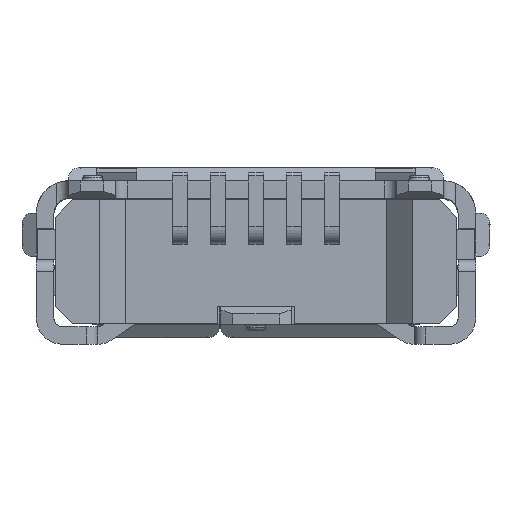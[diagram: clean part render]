
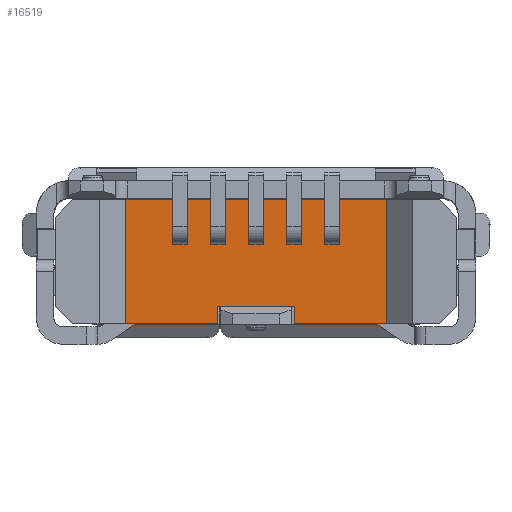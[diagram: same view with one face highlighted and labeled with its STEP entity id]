
A CAD part, front view. The second image highlights one B-rep face of the part: STEP entity #16519.
In plain terms, the highlighted planar face has unit normal (0, 1, 0).
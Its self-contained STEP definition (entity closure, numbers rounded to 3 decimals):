
#16281=AXIS2_PLACEMENT_3D('Plane Axis2P3D',#16278,#16279,#16280) ;
#16278=CARTESIAN_POINT('Axis2P3D Location',(2.319,0.45,-1.257)) ;
#16283=CARTESIAN_POINT('Line Origine',(-2.23,0.45,-0.155)) ;
#16287=CARTESIAN_POINT('Vertex',(-2.23,0.45,-1.215)) ;
#16289=CARTESIAN_POINT('Vertex',(-2.23,0.45,0.905)) ;
#16292=CARTESIAN_POINT('Line Origine',(0.,0.45,0.905)) ;
#16296=CARTESIAN_POINT('Vertex',(2.23,0.45,0.905)) ;
#16299=CARTESIAN_POINT('Line Origine',(2.23,0.45,-0.155)) ;
#16303=CARTESIAN_POINT('Vertex',(2.23,0.45,-1.215)) ;
#16306=CARTESIAN_POINT('Line Origine',(1.44,0.45,-1.215)) ;
#16310=CARTESIAN_POINT('Vertex',(0.65,0.45,-1.215)) ;
#16313=CARTESIAN_POINT('Line Origine',(0.65,0.45,-1.065)) ;
#16317=CARTESIAN_POINT('Vertex',(0.65,0.45,-0.915)) ;
#16320=CARTESIAN_POINT('Line Origine',(0.,0.45,-0.915)) ;
#16324=CARTESIAN_POINT('Vertex',(-0.65,0.45,-0.915)) ;
#16327=CARTESIAN_POINT('Line Origine',(-0.65,0.45,-1.065)) ;
#16331=CARTESIAN_POINT('Vertex',(-0.65,0.45,-1.215)) ;
#16334=CARTESIAN_POINT('Line Origine',(-1.44,0.45,-1.215)) ;
#16349=CARTESIAN_POINT('Line Origine',(-1.425,0.45,0.215)) ;
#16353=CARTESIAN_POINT('Vertex',(-1.425,0.45,0.29)) ;
#16355=CARTESIAN_POINT('Vertex',(-1.425,0.45,0.14)) ;
#16358=CARTESIAN_POINT('Line Origine',(-1.3,0.45,0.14)) ;
#16362=CARTESIAN_POINT('Vertex',(-1.175,0.45,0.14)) ;
#16365=CARTESIAN_POINT('Line Origine',(-1.175,0.45,0.215)) ;
#16369=CARTESIAN_POINT('Vertex',(-1.175,0.45,0.29)) ;
#16372=CARTESIAN_POINT('Line Origine',(-1.3,0.45,0.29)) ;
#16383=CARTESIAN_POINT('Line Origine',(-0.775,0.45,0.215)) ;
#16387=CARTESIAN_POINT('Vertex',(-0.775,0.45,0.29)) ;
#16389=CARTESIAN_POINT('Vertex',(-0.775,0.45,0.14)) ;
#16392=CARTESIAN_POINT('Line Origine',(-0.65,0.45,0.14)) ;
#16396=CARTESIAN_POINT('Vertex',(-0.525,0.45,0.14)) ;
#16399=CARTESIAN_POINT('Line Origine',(-0.525,0.45,0.215)) ;
#16403=CARTESIAN_POINT('Vertex',(-0.525,0.45,0.29)) ;
#16406=CARTESIAN_POINT('Line Origine',(-0.65,0.45,0.29)) ;
#16417=CARTESIAN_POINT('Line Origine',(-0.125,0.45,0.215)) ;
#16421=CARTESIAN_POINT('Vertex',(-0.125,0.45,0.29)) ;
#16423=CARTESIAN_POINT('Vertex',(-0.125,0.45,0.14)) ;
#16426=CARTESIAN_POINT('Line Origine',(0.,0.45,0.14)) ;
#16430=CARTESIAN_POINT('Vertex',(0.125,0.45,0.14)) ;
#16433=CARTESIAN_POINT('Line Origine',(0.125,0.45,0.215)) ;
#16437=CARTESIAN_POINT('Vertex',(0.125,0.45,0.29)) ;
#16440=CARTESIAN_POINT('Line Origine',(0.,0.45,0.29)) ;
#16451=CARTESIAN_POINT('Line Origine',(0.525,0.45,0.215)) ;
#16455=CARTESIAN_POINT('Vertex',(0.525,0.45,0.29)) ;
#16457=CARTESIAN_POINT('Vertex',(0.525,0.45,0.14)) ;
#16460=CARTESIAN_POINT('Line Origine',(0.65,0.45,0.14)) ;
#16464=CARTESIAN_POINT('Vertex',(0.775,0.45,0.14)) ;
#16467=CARTESIAN_POINT('Line Origine',(0.775,0.45,0.215)) ;
#16471=CARTESIAN_POINT('Vertex',(0.775,0.45,0.29)) ;
#16474=CARTESIAN_POINT('Line Origine',(0.65,0.45,0.29)) ;
#16485=CARTESIAN_POINT('Line Origine',(1.175,0.45,0.215)) ;
#16489=CARTESIAN_POINT('Vertex',(1.175,0.45,0.29)) ;
#16491=CARTESIAN_POINT('Vertex',(1.175,0.45,0.14)) ;
#16494=CARTESIAN_POINT('Line Origine',(1.3,0.45,0.14)) ;
#16498=CARTESIAN_POINT('Vertex',(1.425,0.45,0.14)) ;
#16501=CARTESIAN_POINT('Line Origine',(1.425,0.45,0.215)) ;
#16505=CARTESIAN_POINT('Vertex',(1.425,0.45,0.29)) ;
#16508=CARTESIAN_POINT('Line Origine',(1.3,0.45,0.29)) ;
#16279=DIRECTION('Axis2P3D Direction',(0.,1.,-0.)) ;
#16280=DIRECTION('Axis2P3D XDirection',(-1.,0.,0.)) ;
#16284=DIRECTION('Vector Direction',(0.,0.,1.)) ;
#16293=DIRECTION('Vector Direction',(1.,0.,0.)) ;
#16300=DIRECTION('Vector Direction',(0.,0.,-1.)) ;
#16307=DIRECTION('Vector Direction',(-1.,0.,0.)) ;
#16314=DIRECTION('Vector Direction',(0.,0.,1.)) ;
#16321=DIRECTION('Vector Direction',(-1.,0.,0.)) ;
#16328=DIRECTION('Vector Direction',(0.,0.,-1.)) ;
#16335=DIRECTION('Vector Direction',(-1.,0.,0.)) ;
#16350=DIRECTION('Vector Direction',(0.,0.,-1.)) ;
#16359=DIRECTION('Vector Direction',(1.,0.,0.)) ;
#16366=DIRECTION('Vector Direction',(0.,0.,1.)) ;
#16373=DIRECTION('Vector Direction',(-1.,0.,0.)) ;
#16384=DIRECTION('Vector Direction',(0.,0.,-1.)) ;
#16393=DIRECTION('Vector Direction',(1.,0.,0.)) ;
#16400=DIRECTION('Vector Direction',(0.,0.,1.)) ;
#16407=DIRECTION('Vector Direction',(-1.,0.,0.)) ;
#16418=DIRECTION('Vector Direction',(0.,0.,-1.)) ;
#16427=DIRECTION('Vector Direction',(1.,0.,0.)) ;
#16434=DIRECTION('Vector Direction',(0.,0.,1.)) ;
#16441=DIRECTION('Vector Direction',(-1.,0.,0.)) ;
#16452=DIRECTION('Vector Direction',(0.,0.,-1.)) ;
#16461=DIRECTION('Vector Direction',(1.,0.,0.)) ;
#16468=DIRECTION('Vector Direction',(0.,0.,1.)) ;
#16475=DIRECTION('Vector Direction',(-1.,0.,0.)) ;
#16486=DIRECTION('Vector Direction',(0.,0.,-1.)) ;
#16495=DIRECTION('Vector Direction',(1.,0.,0.)) ;
#16502=DIRECTION('Vector Direction',(0.,0.,1.)) ;
#16509=DIRECTION('Vector Direction',(-1.,0.,0.)) ;
#16285=VECTOR('Line Direction',#16284,1.) ;
#16294=VECTOR('Line Direction',#16293,1.) ;
#16301=VECTOR('Line Direction',#16300,1.) ;
#16308=VECTOR('Line Direction',#16307,1.) ;
#16315=VECTOR('Line Direction',#16314,1.) ;
#16322=VECTOR('Line Direction',#16321,1.) ;
#16329=VECTOR('Line Direction',#16328,1.) ;
#16336=VECTOR('Line Direction',#16335,1.) ;
#16351=VECTOR('Line Direction',#16350,1.) ;
#16360=VECTOR('Line Direction',#16359,1.) ;
#16367=VECTOR('Line Direction',#16366,1.) ;
#16374=VECTOR('Line Direction',#16373,1.) ;
#16385=VECTOR('Line Direction',#16384,1.) ;
#16394=VECTOR('Line Direction',#16393,1.) ;
#16401=VECTOR('Line Direction',#16400,1.) ;
#16408=VECTOR('Line Direction',#16407,1.) ;
#16419=VECTOR('Line Direction',#16418,1.) ;
#16428=VECTOR('Line Direction',#16427,1.) ;
#16435=VECTOR('Line Direction',#16434,1.) ;
#16442=VECTOR('Line Direction',#16441,1.) ;
#16453=VECTOR('Line Direction',#16452,1.) ;
#16462=VECTOR('Line Direction',#16461,1.) ;
#16469=VECTOR('Line Direction',#16468,1.) ;
#16476=VECTOR('Line Direction',#16475,1.) ;
#16487=VECTOR('Line Direction',#16486,1.) ;
#16496=VECTOR('Line Direction',#16495,1.) ;
#16503=VECTOR('Line Direction',#16502,1.) ;
#16510=VECTOR('Line Direction',#16509,1.) ;
#16340=ORIENTED_EDGE('',*,*,#16291,.T.) ;
#16341=ORIENTED_EDGE('',*,*,#16298,.T.) ;
#16342=ORIENTED_EDGE('',*,*,#16305,.T.) ;
#16343=ORIENTED_EDGE('',*,*,#16312,.T.) ;
#16344=ORIENTED_EDGE('',*,*,#16319,.T.) ;
#16345=ORIENTED_EDGE('',*,*,#16326,.T.) ;
#16346=ORIENTED_EDGE('',*,*,#16333,.T.) ;
#16347=ORIENTED_EDGE('',*,*,#16338,.T.) ;
#16378=ORIENTED_EDGE('',*,*,#16357,.T.) ;
#16379=ORIENTED_EDGE('',*,*,#16364,.T.) ;
#16380=ORIENTED_EDGE('',*,*,#16371,.T.) ;
#16381=ORIENTED_EDGE('',*,*,#16376,.T.) ;
#16412=ORIENTED_EDGE('',*,*,#16391,.T.) ;
#16413=ORIENTED_EDGE('',*,*,#16398,.T.) ;
#16414=ORIENTED_EDGE('',*,*,#16405,.T.) ;
#16415=ORIENTED_EDGE('',*,*,#16410,.T.) ;
#16446=ORIENTED_EDGE('',*,*,#16425,.T.) ;
#16447=ORIENTED_EDGE('',*,*,#16432,.T.) ;
#16448=ORIENTED_EDGE('',*,*,#16439,.T.) ;
#16449=ORIENTED_EDGE('',*,*,#16444,.T.) ;
#16480=ORIENTED_EDGE('',*,*,#16459,.T.) ;
#16481=ORIENTED_EDGE('',*,*,#16466,.T.) ;
#16482=ORIENTED_EDGE('',*,*,#16473,.T.) ;
#16483=ORIENTED_EDGE('',*,*,#16478,.T.) ;
#16514=ORIENTED_EDGE('',*,*,#16493,.T.) ;
#16515=ORIENTED_EDGE('',*,*,#16500,.T.) ;
#16516=ORIENTED_EDGE('',*,*,#16507,.T.) ;
#16517=ORIENTED_EDGE('',*,*,#16512,.T.) ;
#16382=FACE_BOUND('',#16377,.T.) ;
#16416=FACE_BOUND('',#16411,.T.) ;
#16450=FACE_BOUND('',#16445,.T.) ;
#16484=FACE_BOUND('',#16479,.T.) ;
#16518=FACE_BOUND('',#16513,.T.) ;
#16519=ADVANCED_FACE('OPEN_SHELL #25888',(#16348,#16382,#16416,#16450,#16484,#16518),#16282,.T.) ;
#16291=EDGE_CURVE('',#16288,#16290,#16286,.T.) ;
#16298=EDGE_CURVE('',#16290,#16297,#16295,.T.) ;
#16305=EDGE_CURVE('',#16297,#16304,#16302,.T.) ;
#16312=EDGE_CURVE('',#16304,#16311,#16309,.T.) ;
#16319=EDGE_CURVE('',#16311,#16318,#16316,.T.) ;
#16326=EDGE_CURVE('',#16318,#16325,#16323,.T.) ;
#16333=EDGE_CURVE('',#16325,#16332,#16330,.T.) ;
#16338=EDGE_CURVE('',#16332,#16288,#16337,.T.) ;
#16357=EDGE_CURVE('',#16354,#16356,#16352,.T.) ;
#16364=EDGE_CURVE('',#16356,#16363,#16361,.T.) ;
#16371=EDGE_CURVE('',#16363,#16370,#16368,.T.) ;
#16376=EDGE_CURVE('',#16370,#16354,#16375,.T.) ;
#16391=EDGE_CURVE('',#16388,#16390,#16386,.T.) ;
#16398=EDGE_CURVE('',#16390,#16397,#16395,.T.) ;
#16405=EDGE_CURVE('',#16397,#16404,#16402,.T.) ;
#16410=EDGE_CURVE('',#16404,#16388,#16409,.T.) ;
#16425=EDGE_CURVE('',#16422,#16424,#16420,.T.) ;
#16432=EDGE_CURVE('',#16424,#16431,#16429,.T.) ;
#16439=EDGE_CURVE('',#16431,#16438,#16436,.T.) ;
#16444=EDGE_CURVE('',#16438,#16422,#16443,.T.) ;
#16459=EDGE_CURVE('',#16456,#16458,#16454,.T.) ;
#16466=EDGE_CURVE('',#16458,#16465,#16463,.T.) ;
#16473=EDGE_CURVE('',#16465,#16472,#16470,.T.) ;
#16478=EDGE_CURVE('',#16472,#16456,#16477,.T.) ;
#16493=EDGE_CURVE('',#16490,#16492,#16488,.T.) ;
#16500=EDGE_CURVE('',#16492,#16499,#16497,.T.) ;
#16507=EDGE_CURVE('',#16499,#16506,#16504,.T.) ;
#16512=EDGE_CURVE('',#16506,#16490,#16511,.T.) ;
#16339=EDGE_LOOP('',(#16340,#16341,#16342,#16343,#16344,#16345,#16346,#16347)) ;
#16377=EDGE_LOOP('',(#16378,#16379,#16380,#16381)) ;
#16411=EDGE_LOOP('',(#16412,#16413,#16414,#16415)) ;
#16445=EDGE_LOOP('',(#16446,#16447,#16448,#16449)) ;
#16479=EDGE_LOOP('',(#16480,#16481,#16482,#16483)) ;
#16513=EDGE_LOOP('',(#16514,#16515,#16516,#16517)) ;
#16348=FACE_OUTER_BOUND('',#16339,.T.) ;
#16286=LINE('Line',#16283,#16285) ;
#16295=LINE('Line',#16292,#16294) ;
#16302=LINE('Line',#16299,#16301) ;
#16309=LINE('Line',#16306,#16308) ;
#16316=LINE('Line',#16313,#16315) ;
#16323=LINE('Line',#16320,#16322) ;
#16330=LINE('Line',#16327,#16329) ;
#16337=LINE('Line',#16334,#16336) ;
#16352=LINE('Line',#16349,#16351) ;
#16361=LINE('Line',#16358,#16360) ;
#16368=LINE('Line',#16365,#16367) ;
#16375=LINE('Line',#16372,#16374) ;
#16386=LINE('Line',#16383,#16385) ;
#16395=LINE('Line',#16392,#16394) ;
#16402=LINE('Line',#16399,#16401) ;
#16409=LINE('Line',#16406,#16408) ;
#16420=LINE('Line',#16417,#16419) ;
#16429=LINE('Line',#16426,#16428) ;
#16436=LINE('Line',#16433,#16435) ;
#16443=LINE('Line',#16440,#16442) ;
#16454=LINE('Line',#16451,#16453) ;
#16463=LINE('Line',#16460,#16462) ;
#16470=LINE('Line',#16467,#16469) ;
#16477=LINE('Line',#16474,#16476) ;
#16488=LINE('Line',#16485,#16487) ;
#16497=LINE('Line',#16494,#16496) ;
#16504=LINE('Line',#16501,#16503) ;
#16511=LINE('Line',#16508,#16510) ;
#16282=PLANE('',#16281) ;
#16288=VERTEX_POINT('',#16287) ;
#16290=VERTEX_POINT('',#16289) ;
#16297=VERTEX_POINT('',#16296) ;
#16304=VERTEX_POINT('',#16303) ;
#16311=VERTEX_POINT('',#16310) ;
#16318=VERTEX_POINT('',#16317) ;
#16325=VERTEX_POINT('',#16324) ;
#16332=VERTEX_POINT('',#16331) ;
#16354=VERTEX_POINT('',#16353) ;
#16356=VERTEX_POINT('',#16355) ;
#16363=VERTEX_POINT('',#16362) ;
#16370=VERTEX_POINT('',#16369) ;
#16388=VERTEX_POINT('',#16387) ;
#16390=VERTEX_POINT('',#16389) ;
#16397=VERTEX_POINT('',#16396) ;
#16404=VERTEX_POINT('',#16403) ;
#16422=VERTEX_POINT('',#16421) ;
#16424=VERTEX_POINT('',#16423) ;
#16431=VERTEX_POINT('',#16430) ;
#16438=VERTEX_POINT('',#16437) ;
#16456=VERTEX_POINT('',#16455) ;
#16458=VERTEX_POINT('',#16457) ;
#16465=VERTEX_POINT('',#16464) ;
#16472=VERTEX_POINT('',#16471) ;
#16490=VERTEX_POINT('',#16489) ;
#16492=VERTEX_POINT('',#16491) ;
#16499=VERTEX_POINT('',#16498) ;
#16506=VERTEX_POINT('',#16505) ;
